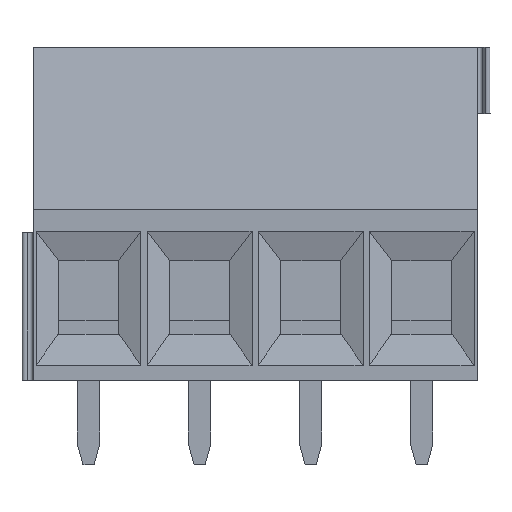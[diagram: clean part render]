
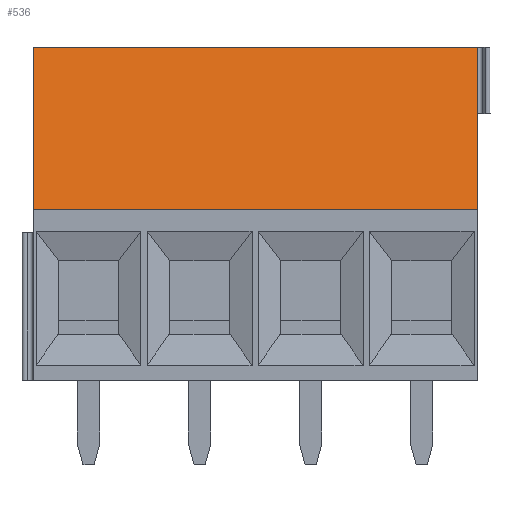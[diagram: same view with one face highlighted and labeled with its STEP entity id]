
A CAD part, top view. The second image highlights one B-rep face of the part: STEP entity #536.
In plain terms, the highlighted planar face has unit normal (0, 0.201, 0.98).
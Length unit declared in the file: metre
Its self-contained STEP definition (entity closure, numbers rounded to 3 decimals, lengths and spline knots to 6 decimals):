
#536=ADVANCED_FACE('',(#1165),#1166,.T.);
#1165=FACE_OUTER_BOUND('',#1884,.T.);
#1166=PLANE('',#1885);
#1884=EDGE_LOOP('',(#3450,#3451,#3452,#3453));
#1885=AXIS2_PLACEMENT_3D('',#3454,#3455,#3456);
#3450=ORIENTED_EDGE('',*,*,#4712,.F.);
#3451=ORIENTED_EDGE('',*,*,#4254,.T.);
#3452=ORIENTED_EDGE('',*,*,#4288,.T.);
#3453=ORIENTED_EDGE('',*,*,#4713,.T.);
#3454=CARTESIAN_POINT('',(0.015,0.0077,-0.0005));
#3455=DIRECTION('',(0.,0.201,0.98));
#3456=DIRECTION('',(1.0,0.,0.));
#4254=EDGE_CURVE('',#5119,#5117,#5120,.T.);
#4288=EDGE_CURVE('',#5117,#5175,#5177,.T.);
#4712=EDGE_CURVE('',#5119,#5781,#5782,.T.);
#4713=EDGE_CURVE('',#5175,#5781,#5783,.T.);
#5117=VERTEX_POINT('',#6343);
#5119=VERTEX_POINT('',#6346);
#5120=LINE('',#6347,#6348);
#5175=VERTEX_POINT('',#6423);
#5177=LINE('',#6426,#6427);
#5781=VERTEX_POINT('',#7308);
#5782=LINE('',#7309,#7310);
#5783=LINE('',#7311,#7312);
#6343=CARTESIAN_POINT('',(0.02,0.015,-0.002));
#6346=CARTESIAN_POINT('',(0.02,0.0077,-0.0005));
#6347=CARTESIAN_POINT('',(0.02,0.0077,-0.0005));
#6348=VECTOR('',#7645,1.0);
#6423=CARTESIAN_POINT('',(0.,0.015,-0.002));
#6426=CARTESIAN_POINT('',(0.015,0.015,-0.002));
#6427=VECTOR('',#7688,1.0);
#7308=CARTESIAN_POINT('',(0.,0.0077,-0.0005));
#7309=CARTESIAN_POINT('',(0.015,0.0077,-0.0005));
#7310=VECTOR('',#8089,1.0);
#7311=CARTESIAN_POINT('',(0.,0.0077,-0.0005));
#7312=VECTOR('',#8090,1.0);
#7645=DIRECTION('',(0.,0.98,-0.201));
#7688=DIRECTION('',(-1.0,0.,0.));
#8089=DIRECTION('',(-1.0,0.,0.));
#8090=DIRECTION('',(0.,-0.98,0.201));
